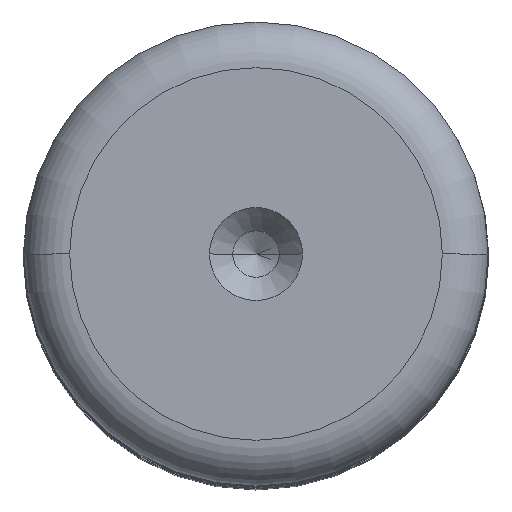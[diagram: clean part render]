
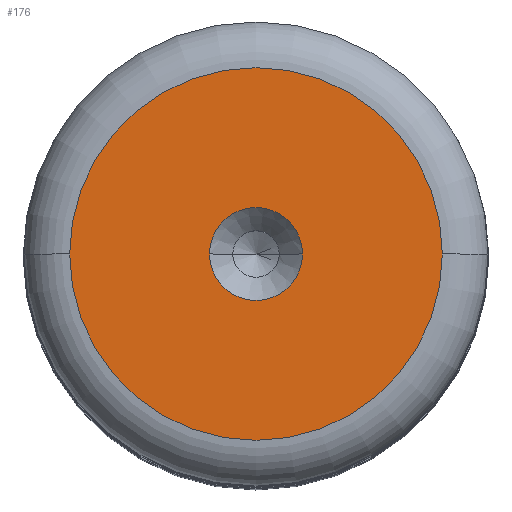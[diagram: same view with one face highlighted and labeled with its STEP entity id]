
A CAD part, top view. The second image highlights one B-rep face of the part: STEP entity #176.
In plain terms, the highlighted planar face has unit normal (0, 0, 1).
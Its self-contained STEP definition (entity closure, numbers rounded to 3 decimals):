
#39 = DIRECTION ( 'NONE',  ( 1., 0., 0. ) ) ;
#74 = AXIS2_PLACEMENT_3D ( 'NONE', #1303, #869, #39 ) ;
#83 = CIRCLE ( 'NONE', #1251, 4.011 ) ;
#127 = VERTEX_POINT ( 'NONE', #831 ) ;
#139 = CARTESIAN_POINT ( 'NONE',  ( 0., 0., 40. ) ) ;
#151 = CIRCLE ( 'NONE', #1487, 4.011 ) ;
#176 = ADVANCED_FACE ( 'NONE', ( #281, #320 ), #1743, .T. ) ;
#200 = DIRECTION ( 'NONE',  ( 0., 0., 1. ) ) ;
#273 = CARTESIAN_POINT ( 'NONE',  ( -4.011, 0., 40. ) ) ;
#281 = FACE_BOUND ( 'NONE', #1129, .T. ) ;
#288 = DIRECTION ( 'NONE',  ( 1., 0., 0. ) ) ;
#320 = FACE_OUTER_BOUND ( 'NONE', #553, .T. ) ;
#341 = EDGE_CURVE ( 'NONE', #1328, #493, #151, .T. ) ;
#372 = CIRCLE ( 'NONE', #867, 1. ) ;
#424 = ORIENTED_EDGE ( 'NONE', *, *, #829, .F. ) ;
#493 = VERTEX_POINT ( 'NONE', #273 ) ;
#553 = EDGE_LOOP ( 'NONE', ( #1842, #1446 ) ) ;
#611 = CARTESIAN_POINT ( 'NONE',  ( 0., 0., 40. ) ) ;
#712 = AXIS2_PLACEMENT_3D ( 'NONE', #611, #1616, #744 ) ;
#744 = DIRECTION ( 'NONE',  ( 1., 0., 0. ) ) ;
#788 = CARTESIAN_POINT ( 'NONE',  ( 0., 0., 40. ) ) ;
#799 = VERTEX_POINT ( 'NONE', #1453 ) ;
#829 = EDGE_CURVE ( 'NONE', #799, #127, #1272, .T. ) ;
#831 = CARTESIAN_POINT ( 'NONE',  ( -1., 0., 40. ) ) ;
#867 = AXIS2_PLACEMENT_3D ( 'NONE', #1036, #200, #1177 ) ;
#869 = DIRECTION ( 'NONE',  ( 0., 0., 1. ) ) ;
#938 = DIRECTION ( 'NONE',  ( 1., 0., 0. ) ) ;
#1036 = CARTESIAN_POINT ( 'NONE',  ( 0., 0., 40. ) ) ;
#1052 = EDGE_CURVE ( 'NONE', #127, #799, #372, .T. ) ;
#1120 = DIRECTION ( 'NONE',  ( 0., 0., 1. ) ) ;
#1129 = EDGE_LOOP ( 'NONE', ( #424, #1172 ) ) ;
#1172 = ORIENTED_EDGE ( 'NONE', *, *, #1052, .F. ) ;
#1177 = DIRECTION ( 'NONE',  ( 1., 0., 0. ) ) ;
#1185 = CARTESIAN_POINT ( 'NONE',  ( 4.011, 0., 40. ) ) ;
#1251 = AXIS2_PLACEMENT_3D ( 'NONE', #139, #1120, #288 ) ;
#1272 = CIRCLE ( 'NONE', #712, 1. ) ;
#1303 = CARTESIAN_POINT ( 'NONE',  ( 0., 0., 40. ) ) ;
#1328 = VERTEX_POINT ( 'NONE', #1185 ) ;
#1446 = ORIENTED_EDGE ( 'NONE', *, *, #1599, .T. ) ;
#1453 = CARTESIAN_POINT ( 'NONE',  ( 1., 0., 40. ) ) ;
#1487 = AXIS2_PLACEMENT_3D ( 'NONE', #788, #1812, #938 ) ;
#1599 = EDGE_CURVE ( 'NONE', #493, #1328, #83, .T. ) ;
#1616 = DIRECTION ( 'NONE',  ( 0., 0., 1. ) ) ;
#1743 = PLANE ( 'NONE',  #74 ) ;
#1812 = DIRECTION ( 'NONE',  ( 0., 0., 1. ) ) ;
#1842 = ORIENTED_EDGE ( 'NONE', *, *, #341, .T. ) ;
